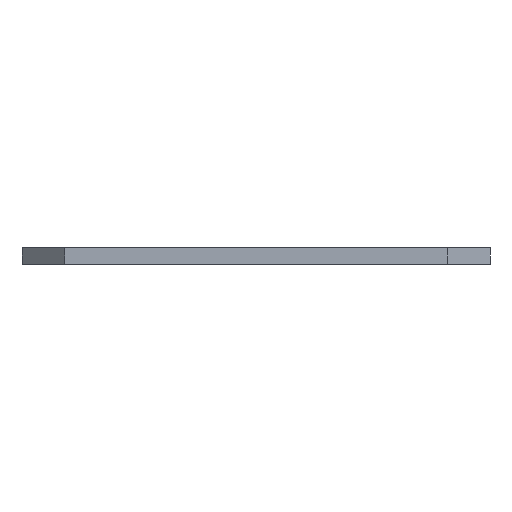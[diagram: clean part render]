
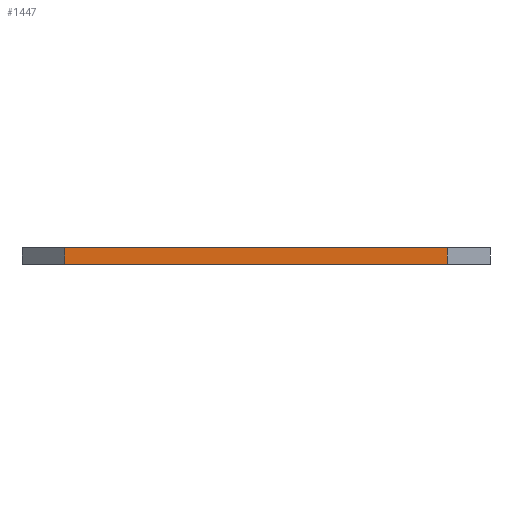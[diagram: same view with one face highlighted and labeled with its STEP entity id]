
A CAD part, front view. The second image highlights one B-rep face of the part: STEP entity #1447.
In plain terms, the highlighted planar face has unit normal (0, -1, 0).
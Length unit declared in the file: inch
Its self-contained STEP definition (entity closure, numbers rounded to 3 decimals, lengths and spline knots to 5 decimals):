
#9 = DIRECTION ( 'NONE',  ( 1., 0., 0. ) ) ;
#71 = VECTOR ( 'NONE', #591, 39.37008 ) ;
#101 = EDGE_CURVE ( 'NONE', #110, #872, #1382, .T. ) ;
#106 = CARTESIAN_POINT ( 'NONE',  ( -1.99, -0.5, -0.04921 ) ) ;
#109 = CARTESIAN_POINT ( 'NONE',  ( 0.25, -0.5, 0.04921 ) ) ;
#110 = VERTEX_POINT ( 'NONE', #106 ) ;
#128 = PLANE ( 'NONE',  #473 ) ;
#189 = VECTOR ( 'NONE', #206, 39.37008 ) ;
#206 = DIRECTION ( 'NONE',  ( 1., 0., 0. ) ) ;
#209 = LINE ( 'NONE', #548, #568 ) ;
#213 = VECTOR ( 'NONE', #9, 39.37008 ) ;
#331 = LINE ( 'NONE', #109, #71 ) ;
#473 = AXIS2_PLACEMENT_3D ( 'NONE', #678, #565, #1255 ) ;
#539 = ORIENTED_EDGE ( 'NONE', *, *, #895, .F. ) ;
#548 = CARTESIAN_POINT ( 'NONE',  ( -1.99, -0.5, -0.04921 ) ) ;
#565 = DIRECTION ( 'NONE',  ( 0., 1., 0. ) ) ;
#568 = VECTOR ( 'NONE', #646, 39.37008 ) ;
#577 = LINE ( 'NONE', #1032, #213 ) ;
#591 = DIRECTION ( 'NONE',  ( 0., 0., -1. ) ) ;
#622 = ORIENTED_EDGE ( 'NONE', *, *, #797, .T. ) ;
#627 = VERTEX_POINT ( 'NONE', #949 ) ;
#646 = DIRECTION ( 'NONE',  ( 0., 0., -1. ) ) ;
#678 = CARTESIAN_POINT ( 'NONE',  ( 0., -0.5, 0.04921 ) ) ;
#696 = ORIENTED_EDGE ( 'NONE', *, *, #1001, .F. ) ;
#797 = EDGE_CURVE ( 'NONE', #1062, #110, #209, .T. ) ;
#811 = FACE_OUTER_BOUND ( 'NONE', #1079, .T. ) ;
#867 = CARTESIAN_POINT ( 'NONE',  ( 0.25, -0.5, -0.04921 ) ) ;
#872 = VERTEX_POINT ( 'NONE', #867 ) ;
#887 = ORIENTED_EDGE ( 'NONE', *, *, #101, .T. ) ;
#895 = EDGE_CURVE ( 'NONE', #627, #872, #331, .T. ) ;
#949 = CARTESIAN_POINT ( 'NONE',  ( 0.25, -0.5, 0.04921 ) ) ;
#1001 = EDGE_CURVE ( 'NONE', #1062, #627, #577, .T. ) ;
#1032 = CARTESIAN_POINT ( 'NONE',  ( 0., -0.5, 0.04921 ) ) ;
#1061 = CARTESIAN_POINT ( 'NONE',  ( -1.99, -0.5, 0.04921 ) ) ;
#1062 = VERTEX_POINT ( 'NONE', #1061 ) ;
#1079 = EDGE_LOOP ( 'NONE', ( #696, #622, #887, #539 ) ) ;
#1255 = DIRECTION ( 'NONE',  ( 0., 0., 1. ) ) ;
#1375 = CARTESIAN_POINT ( 'NONE',  ( 0., -0.5, -0.04921 ) ) ;
#1382 = LINE ( 'NONE', #1375, #189 ) ;
#1447 = ADVANCED_FACE ( 'NONE', ( #811 ), #128, .F. ) ;
